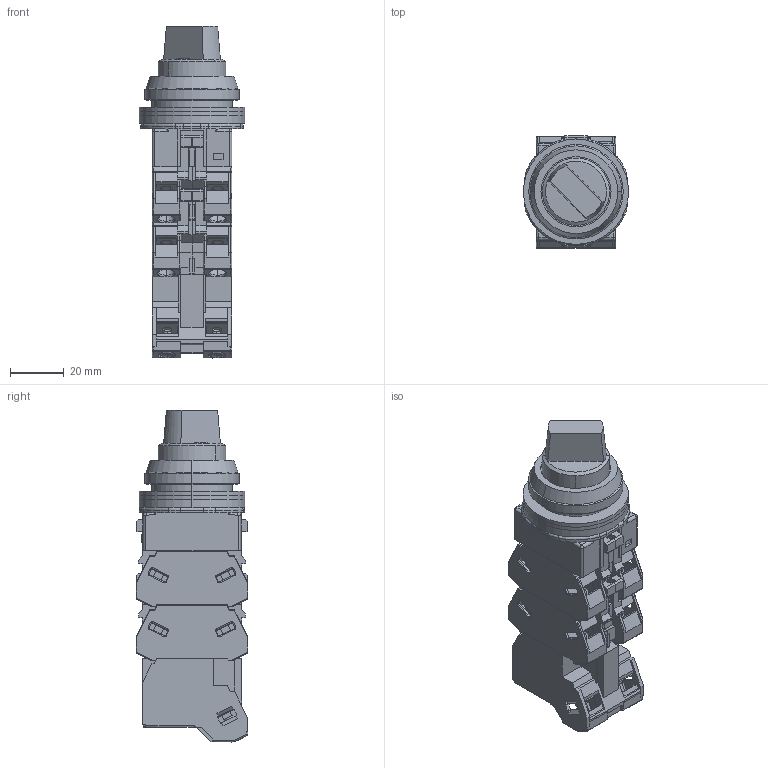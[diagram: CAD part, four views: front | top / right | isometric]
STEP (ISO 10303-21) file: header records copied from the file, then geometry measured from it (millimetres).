
FILE_DESCRIPTION (( 'STEP AP203' ), '1' );
FILE_NAME ('OUTSIDE-ASLN2_ASLN316or26.STEP', '2017-04-05T03:46:04', ( '' ), ( '' ), 'SwSTEP 2.0', 'SolidWorks 2014', '' );
FILE_SCHEMA (( 'CONFIG_CONTROL_DESIGN' ));
Length unit declared in the file: millimetre
Products named in the file (8): OUTSIDE-HW-T; OUTSIDE-ASLNH(D)-※; OUTSIDE-OG-11; OUTSIDE-ASLN2_ASLN316or26; OUTSIDE-OW-12; OUTSIDE-HW-U; OUTSIDE-TWT-BLS-BODY-N; OUTSIDE-OW-11
Assembly tree (11 placements, depth 2):
  OUTSIDE-ASLN2_ASLN316or26
    OUTSIDE-TWT-BLS-BODY-N
    OUTSIDE-ASLNH(D)-※
    OUTSIDE-OW-12
    OUTSIDE-OW-11  x2
    OUTSIDE-OG-11
    OUTSIDE-HW-U  x4
    OUTSIDE-HW-T
Bounding box: 39 x 41.4 x 123.1 mm (x, y, z)
Volume: 104066 mm3; surface area: 42042.2 mm2
Topology: 11 solids, 13 shells, 1538 faces, 4205 edges, 2704 vertices
Faces by surface type: plane 941, cylinder 387, bspline 176, cone 30, sphere 4
Entity records: 25516 total; most frequent: CARTESIAN_POINT 6427, ORIENTED_EDGE 3946, DIRECTION 3580, EDGE_CURVE 1973, VECTOR 1422, LINE 1422, VERTEX_POINT 1280, AXIS2_PLACEMENT_3D 1079
